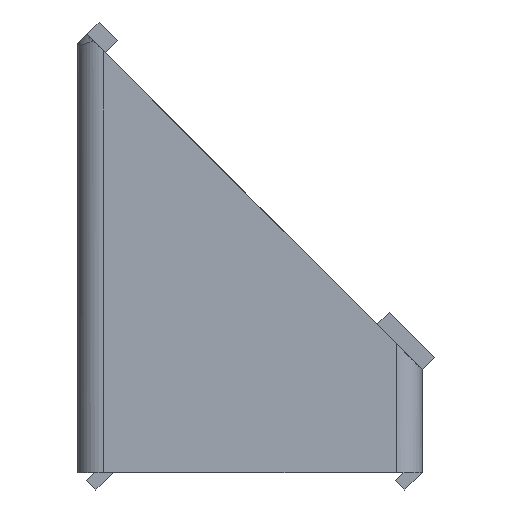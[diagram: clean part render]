
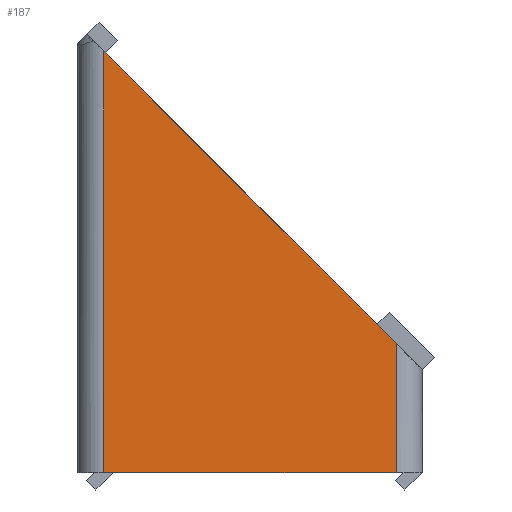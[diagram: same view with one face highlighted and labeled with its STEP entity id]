
A CAD part, left-side view. The second image highlights one B-rep face of the part: STEP entity #187.
In plain terms, the highlighted planar face has unit normal (-1, 0, 0).
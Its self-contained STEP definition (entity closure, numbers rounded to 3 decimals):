
#187=ADVANCED_FACE('NONE',(#476),#477,.F.);
#476=FACE_OUTER_BOUND('',#907,.T.);
#477=PLANE('',#908);
#907=EDGE_LOOP('',(#1676,#1677,#1678,#1679));
#908=AXIS2_PLACEMENT_3D('',#1680,#1681,#1682);
#1676=ORIENTED_EDGE('',*,*,#2664,.F.);
#1677=ORIENTED_EDGE('',*,*,#2535,.T.);
#1678=ORIENTED_EDGE('',*,*,#2591,.T.);
#1679=ORIENTED_EDGE('',*,*,#2618,.T.);
#1680=CARTESIAN_POINT('',(-20.0,17.0,52.0));
#1681=DIRECTION('',(1.0,0.,0.));
#1682=DIRECTION('',(0.0,1.0,0.));
#2535=EDGE_CURVE('NONE',#2988,#2986,#2989,.T.);
#2591=EDGE_CURVE('NONE',#2986,#3088,#3090,.T.);
#2618=EDGE_CURVE('NONE',#3088,#3132,#3134,.T.);
#2664=EDGE_CURVE('NONE',#2988,#3132,#3213,.T.);
#2986=VERTEX_POINT('NONE',#3691);
#2988=VERTEX_POINT('NONE',#3703);
#2989=LINE('',#3704,#3705);
#3088=VERTEX_POINT('NONE',#4006);
#3090=LINE('',#4008,#4009);
#3132=VERTEX_POINT('NONE',#4126);
#3134=LINE('',#4128,#4129);
#3213=LINE('',#4339,#4340);
#3691=CARTESIAN_POINT('',(-20.0,17.0,49.0));
#3703=CARTESIAN_POINT('',(-20.0,-17.0,15.));
#3704=CARTESIAN_POINT('',(-20.0,18.5,50.5));
#3705=VECTOR('',#5050,1000.0);
#4006=CARTESIAN_POINT('',(-20.0,17.0,0.0));
#4008=CARTESIAN_POINT('',(-20.0,17.0,52.0));
#4009=VECTOR('',#5095,1000.0);
#4126=CARTESIAN_POINT('',(-20.0,-17.0,0.0));
#4128=CARTESIAN_POINT('',(-20.0,17.0,0.0));
#4129=VECTOR('',#5118,1000.0);
#4339=CARTESIAN_POINT('',(-20.0,-17.0,52.0));
#4340=VECTOR('',#5153,1000.0);
#5050=DIRECTION('',(0.,0.707,0.707));
#5095=DIRECTION('',(-0.0,-0.0,-1.0));
#5118=DIRECTION('',(0.,-1.0,0.0));
#5153=DIRECTION('',(-0.0,-0.0,-1.0));
